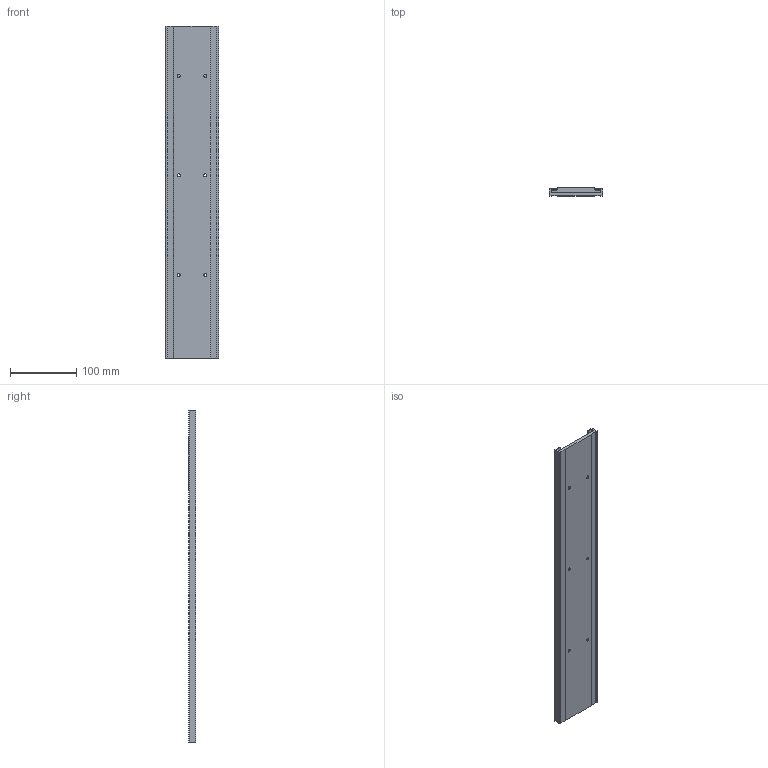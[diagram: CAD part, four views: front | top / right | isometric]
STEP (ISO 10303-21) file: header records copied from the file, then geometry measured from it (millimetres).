
FILE_DESCRIPTION (( 'STEP AP214' ), '1' );
FILE_NAME ('GST_5235956681.step', '2022-07-13T16:29:52', ( '' ), ( '' ), 'SwSTEP 2.0', 'SolidWorks 2019', '' );
FILE_SCHEMA (( 'AUTOMOTIVE_DESIGN' ));
Length unit declared in the file: inch
Products named in the file (5): 1FLXUyFGku_CADModel_0; GST_5235956681; 1FLXUyFGku_CADModel_1
Assembly tree (2 placements, depth 2):
  GST_5235956681
    1FLXUyFGku_CADModel_1
    1FLXUyFGku_CADModel_0
  1FLXUyFGku_CADModel_1
  1FLXUyFGku_CADModel_0
Bounding box: 80 x 12 x 500 mm (x, y, z)
Volume: 234857 mm3; surface area: 129996.3 mm2
Topology: 6 solids, 6 shells, 923 faces, 2199 edges, 1224 vertices
Faces by surface type: cylinder 365, plane 251, torus 125, sphere 98, bspline 68, cone 16
Entity records: 40565 total; most frequent: CARTESIAN_POINT 7586, DIRECTION 4600, ORIENTED_EDGE 4202, EDGE_CURVE 2101, AXIS2_PLACEMENT_3D 1782, VERTEX_POINT 1224, VECTOR 1036, LINE 1036
